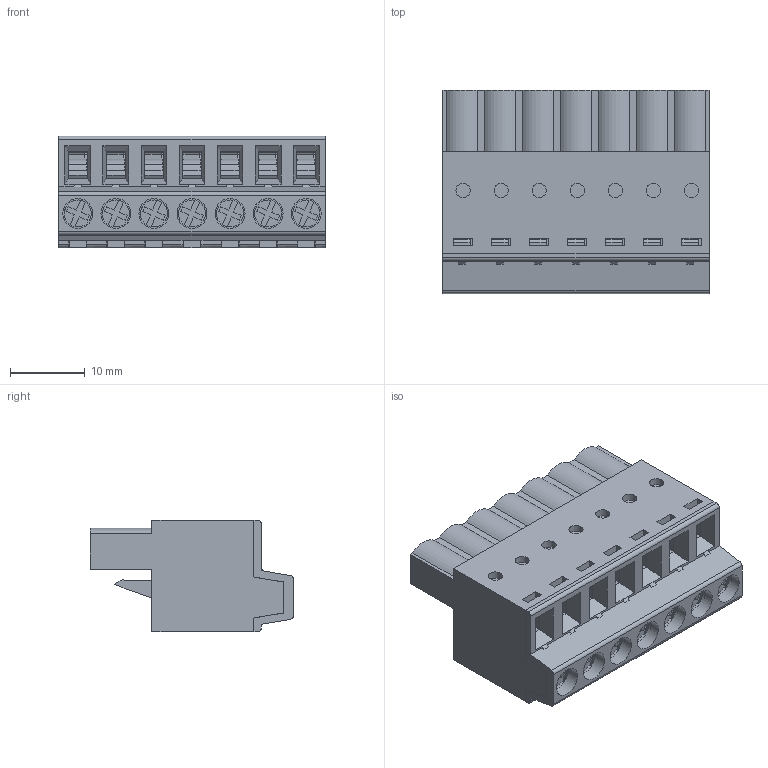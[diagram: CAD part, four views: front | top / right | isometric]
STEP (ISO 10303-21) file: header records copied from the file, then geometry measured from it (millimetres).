
FILE_DESCRIPTION( ( 'Unknown' ), '1' );
FILE_NAME( '691373500007B.stp', 'Unknown', ( 'Unknown' ), ( 'Unknown' ), 'PSStep 19.0.9', 'Unknown', ' ' );
FILE_SCHEMA( ( 'AUTOMOTIVE_DESIGN { 1 0 10303 214 1 1 1 1 }' ) );
Length unit declared in the file: millimetre
Products named in the file (7): Assem1; 6913735000xxB_PIN; 691373500007B_COQUE; 691373500007B; 6913735000xxB_MASS; 6913735000xxB_VIS; 6913735000xxB_CLAPET
Assembly tree (30 placements, depth 2):
  Assem1
    6913735000xxB_PIN  x7
    691373500007B_COQUE
    691373500007B
    6913735000xxB_MASS  x7
    6913735000xxB_VIS  x7
    6913735000xxB_CLAPET  x7
Bounding box: 35.56 x 27.1 x 14.9 mm (x, y, z)
Volume: 6702.2 mm3; surface area: 16411 mm2
Topology: 30 solids, 30 shells, 1772 faces, 4892 edges, 3210 vertices
Faces by surface type: plane 1376, cylinder 389, cone 7
Full cylindrical faces by diameter (mm): 1.9 x7, 2.003 x7, 2.5 x14, 3 x7, 3.1 x7, 3.6 x7, 3.99 x7, 4.1 x7
Entity records: 35890 total; most frequent: CARTESIAN_POINT 5093, ORIENTED_EDGE 4974, DIRECTION 4558, EDGE_CURVE 2487, LINE 2266, VECTOR 2266, VERTEX_POINT 1649, AXIS2_PLACEMENT_3D 1146
